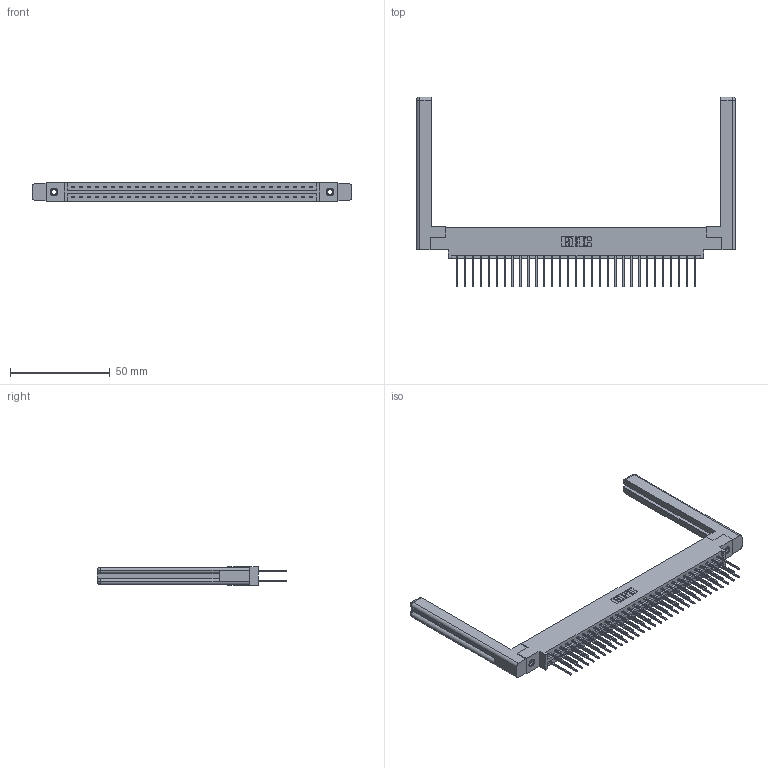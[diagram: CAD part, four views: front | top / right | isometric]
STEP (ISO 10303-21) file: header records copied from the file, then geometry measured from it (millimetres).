
FILE_DESCRIPTION (( 'STEP AP203' ), '1' );
FILE_NAME ('337-062-540-858.STEP', '2019-10-11T22:41:24', ( '' ), ( '' ), 'SwSTEP 2.0', 'SolidWorks 2016', '' );
FILE_SCHEMA (( 'CONFIG_CONTROL_DESIGN' ));
Length unit declared in the file: inch
Products named in the file (5): 307-220-058; 345-292-001_345-293-140; 337-062-540-858; 337 Part_0.170 Offset - 0.156 Dia-TI; 345-250-001_345-250-001-102
Assembly tree (67 placements, depth 2):
  337-062-540-858
    337 Part_0.170 Offset - 0.156 Dia-TI
    345-292-001_345-293-140  x62
    345-250-001_345-250-001-102  x2
    307-220-058  x2
Bounding box: 159.46 x 94.87 x 9.4 mm (x, y, z)
Volume: 23918.8 mm3; surface area: 25175.4 mm2
Topology: 67 solids, 67 shells, 3608 faces, 10659 edges, 7010 vertices
Faces by surface type: plane 2514, cylinder 1070, cone 12, torus 12
Entity records: 28242 total; most frequent: CARTESIAN_POINT 4777, ORIENTED_EDGE 4652, DIRECTION 4098, EDGE_CURVE 2326, LINE 2150, VECTOR 2150, VERTEX_POINT 1542, AXIS2_PLACEMENT_3D 974
